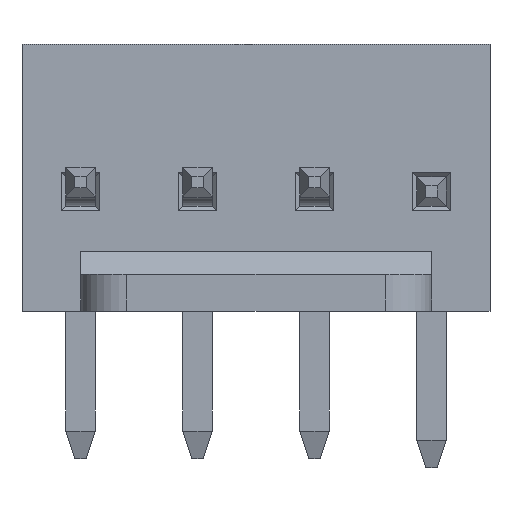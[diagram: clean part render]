
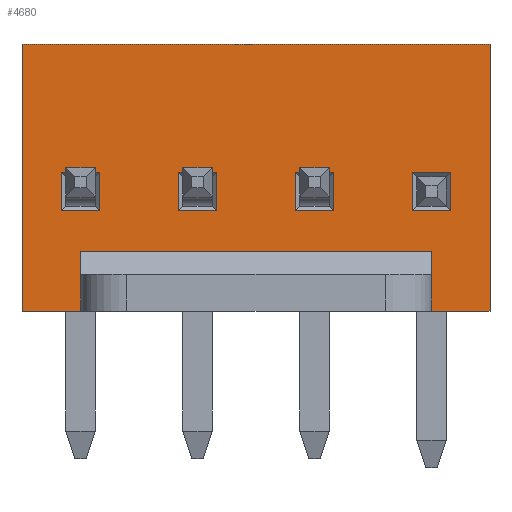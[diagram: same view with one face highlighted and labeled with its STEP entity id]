
A CAD part, front view. The second image highlights one B-rep face of the part: STEP entity #4680.
In plain terms, the highlighted face is planar.
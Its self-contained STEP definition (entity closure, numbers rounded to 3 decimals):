
#189=PLANE('',#4892);
#232=LINE('',#5840,#677);
#235=LINE('',#5847,#680);
#278=LINE('',#5936,#723);
#285=LINE('',#5954,#730);
#292=LINE('',#5969,#737);
#295=LINE('',#5976,#740);
#338=LINE('',#6065,#783);
#345=LINE('',#6083,#790);
#352=LINE('',#6098,#797);
#355=LINE('',#6105,#800);
#398=LINE('',#6194,#843);
#405=LINE('',#6212,#850);
#423=LINE('',#6249,#868);
#427=LINE('',#6261,#872);
#441=LINE('',#6288,#886);
#500=LINE('',#6404,#945);
#503=LINE('',#6409,#948);
#504=LINE('',#6411,#949);
#509=LINE('',#6419,#954);
#514=LINE('',#6427,#959);
#536=LINE('',#6479,#981);
#539=LINE('',#6485,#984);
#540=LINE('',#6487,#985);
#544=LINE('',#6494,#989);
#564=LINE('',#6538,#1009);
#565=LINE('',#6540,#1010);
#566=LINE('',#6542,#1011);
#568=LINE('',#6546,#1013);
#570=LINE('',#6551,#1015);
#572=LINE('',#6555,#1017);
#574=LINE('',#6558,#1019);
#576=LINE('',#6562,#1021);
#604=LINE('',#6620,#1049);
#606=LINE('',#6624,#1051);
#608=LINE('',#6627,#1053);
#610=LINE('',#6631,#1055);
#677=VECTOR('',#4974,1000.);
#680=VECTOR('',#4979,1000.);
#723=VECTOR('',#5060,1000.);
#730=VECTOR('',#5081,1000.);
#737=VECTOR('',#5090,1000.);
#740=VECTOR('',#5095,1000.);
#783=VECTOR('',#5176,1000.);
#790=VECTOR('',#5197,1000.);
#797=VECTOR('',#5206,1000.);
#800=VECTOR('',#5211,1000.);
#843=VECTOR('',#5292,1000.);
#850=VECTOR('',#5313,1000.);
#868=VECTOR('',#5333,1000.);
#872=VECTOR('',#5341,1000.);
#886=VECTOR('',#5361,1000.);
#945=VECTOR('',#5440,1000.);
#948=VECTOR('',#5447,1000.);
#949=VECTOR('',#5450,1000.);
#954=VECTOR('',#5457,1000.);
#959=VECTOR('',#5464,1000.);
#981=VECTOR('',#5522,1000.);
#984=VECTOR('',#5527,1000.);
#985=VECTOR('',#5530,1000.);
#989=VECTOR('',#5536,1000.);
#1009=VECTOR('',#5584,1000.);
#1010=VECTOR('',#5587,1000.);
#1011=VECTOR('',#5590,1000.);
#1013=VECTOR('',#5594,1000.);
#1015=VECTOR('',#5600,1000.);
#1017=VECTOR('',#5604,1000.);
#1019=VECTOR('',#5608,1000.);
#1021=VECTOR('',#5612,1000.);
#1049=VECTOR('',#5666,1000.);
#1051=VECTOR('',#5670,1000.);
#1053=VECTOR('',#5674,1000.);
#1055=VECTOR('',#5678,1000.);
#1947=ORIENTED_EDGE('',*,*,#2448,.T.);
#1948=ORIENTED_EDGE('',*,*,#2120,.T.);
#1949=ORIENTED_EDGE('',*,*,#2170,.F.);
#1950=ORIENTED_EDGE('',*,*,#2123,.F.);
#1951=ORIENTED_EDGE('',*,*,#2177,.T.);
#1952=ORIENTED_EDGE('',*,*,#2444,.T.);
#1953=ORIENTED_EDGE('',*,*,#2446,.T.);
#1954=ORIENTED_EDGE('',*,*,#2450,.T.);
#1955=ORIENTED_EDGE('',*,*,#2379,.T.);
#1956=ORIENTED_EDGE('',*,*,#2384,.T.);
#1957=ORIENTED_EDGE('',*,*,#2380,.T.);
#1958=ORIENTED_EDGE('',*,*,#2376,.T.);
#1959=ORIENTED_EDGE('',*,*,#2344,.F.);
#1960=ORIENTED_EDGE('',*,*,#2279,.F.);
#1961=ORIENTED_EDGE('',*,*,#2343,.T.);
#1962=ORIENTED_EDGE('',*,*,#2265,.F.);
#1963=ORIENTED_EDGE('',*,*,#2354,.F.);
#1964=ORIENTED_EDGE('',*,*,#2340,.T.);
#1965=ORIENTED_EDGE('',*,*,#2349,.F.);
#1966=ORIENTED_EDGE('',*,*,#2259,.F.);
#1967=ORIENTED_EDGE('',*,*,#2405,.T.);
#1968=ORIENTED_EDGE('',*,*,#2056,.T.);
#1969=ORIENTED_EDGE('',*,*,#2106,.F.);
#1970=ORIENTED_EDGE('',*,*,#2059,.F.);
#1971=ORIENTED_EDGE('',*,*,#2113,.T.);
#1972=ORIENTED_EDGE('',*,*,#2408,.T.);
#1973=ORIENTED_EDGE('',*,*,#2406,.T.);
#1974=ORIENTED_EDGE('',*,*,#2404,.T.);
#1975=ORIENTED_EDGE('',*,*,#2414,.T.);
#1976=ORIENTED_EDGE('',*,*,#2184,.T.);
#1977=ORIENTED_EDGE('',*,*,#2234,.F.);
#1978=ORIENTED_EDGE('',*,*,#2187,.F.);
#1979=ORIENTED_EDGE('',*,*,#2241,.T.);
#1980=ORIENTED_EDGE('',*,*,#2410,.T.);
#1981=ORIENTED_EDGE('',*,*,#2412,.T.);
#1982=ORIENTED_EDGE('',*,*,#2416,.T.);
#2056=EDGE_CURVE('',#2504,#2509,#232,.T.);
#2059=EDGE_CURVE('',#2512,#2513,#235,.T.);
#2106=EDGE_CURVE('',#2513,#2509,#278,.T.);
#2113=EDGE_CURVE('',#2512,#2544,#285,.T.);
#2120=EDGE_CURVE('',#2545,#2550,#292,.T.);
#2123=EDGE_CURVE('',#2553,#2554,#295,.T.);
#2170=EDGE_CURVE('',#2554,#2550,#338,.T.);
#2177=EDGE_CURVE('',#2553,#2585,#345,.T.);
#2184=EDGE_CURVE('',#2586,#2591,#352,.T.);
#2187=EDGE_CURVE('',#2594,#2595,#355,.T.);
#2234=EDGE_CURVE('',#2595,#2591,#398,.T.);
#2241=EDGE_CURVE('',#2594,#2626,#405,.T.);
#2259=EDGE_CURVE('',#2643,#2644,#423,.T.);
#2265=EDGE_CURVE('',#2649,#2650,#427,.T.);
#2279=EDGE_CURVE('',#2659,#2660,#441,.T.);
#2340=EDGE_CURVE('',#2703,#2706,#500,.T.);
#2343=EDGE_CURVE('',#2659,#2650,#503,.T.);
#2344=EDGE_CURVE('',#2660,#2643,#504,.T.);
#2349=EDGE_CURVE('',#2644,#2706,#509,.T.);
#2354=EDGE_CURVE('',#2703,#2649,#514,.T.);
#2376=EDGE_CURVE('',#2720,#2722,#536,.T.);
#2379=EDGE_CURVE('',#2722,#2724,#539,.T.);
#2380=EDGE_CURVE('',#2725,#2720,#540,.T.);
#2384=EDGE_CURVE('',#2724,#2725,#544,.T.);
#2404=EDGE_CURVE('',#2735,#2736,#564,.T.);
#2405=EDGE_CURVE('',#2736,#2504,#565,.T.);
#2406=EDGE_CURVE('',#2737,#2735,#566,.T.);
#2408=EDGE_CURVE('',#2544,#2737,#568,.T.);
#2410=EDGE_CURVE('',#2626,#2738,#570,.T.);
#2412=EDGE_CURVE('',#2738,#2739,#572,.T.);
#2414=EDGE_CURVE('',#2740,#2586,#574,.T.);
#2416=EDGE_CURVE('',#2739,#2740,#576,.T.);
#2444=EDGE_CURVE('',#2585,#2757,#604,.T.);
#2446=EDGE_CURVE('',#2757,#2758,#606,.T.);
#2448=EDGE_CURVE('',#2759,#2545,#608,.T.);
#2450=EDGE_CURVE('',#2758,#2759,#610,.T.);
#2504=VERTEX_POINT('',#5830);
#2509=VERTEX_POINT('',#5839);
#2512=VERTEX_POINT('',#5846);
#2513=VERTEX_POINT('',#5848);
#2544=VERTEX_POINT('',#5955);
#2545=VERTEX_POINT('',#5959);
#2550=VERTEX_POINT('',#5968);
#2553=VERTEX_POINT('',#5975);
#2554=VERTEX_POINT('',#5977);
#2585=VERTEX_POINT('',#6084);
#2586=VERTEX_POINT('',#6088);
#2591=VERTEX_POINT('',#6097);
#2594=VERTEX_POINT('',#6104);
#2595=VERTEX_POINT('',#6106);
#2626=VERTEX_POINT('',#6213);
#2643=VERTEX_POINT('',#6248);
#2644=VERTEX_POINT('',#6250);
#2649=VERTEX_POINT('',#6260);
#2650=VERTEX_POINT('',#6262);
#2659=VERTEX_POINT('',#6287);
#2660=VERTEX_POINT('',#6289);
#2703=VERTEX_POINT('',#6398);
#2706=VERTEX_POINT('',#6403);
#2720=VERTEX_POINT('',#6474);
#2722=VERTEX_POINT('',#6478);
#2724=VERTEX_POINT('',#6484);
#2725=VERTEX_POINT('',#6488);
#2735=VERTEX_POINT('',#6535);
#2736=VERTEX_POINT('',#6537);
#2737=VERTEX_POINT('',#6543);
#2738=VERTEX_POINT('',#6550);
#2739=VERTEX_POINT('',#6554);
#2740=VERTEX_POINT('',#6559);
#2757=VERTEX_POINT('',#6619);
#2758=VERTEX_POINT('',#6623);
#2759=VERTEX_POINT('',#6628);
#2983=EDGE_LOOP('',(#1947,#1948,#1949,#1950,#1951,#1952,#1953,#1954));
#2984=EDGE_LOOP('',(#1955,#1956,#1957,#1958));
#2985=EDGE_LOOP('',(#1959,#1960,#1961,#1962,#1963,#1964,#1965,#1966));
#2986=EDGE_LOOP('',(#1967,#1968,#1969,#1970,#1971,#1972,#1973,#1974));
#2987=EDGE_LOOP('',(#1975,#1976,#1977,#1978,#1979,#1980,#1981,#1982));
#3184=FACE_BOUND('',#2983,.T.);
#3185=FACE_BOUND('',#2984,.T.);
#3186=FACE_BOUND('',#2985,.T.);
#3187=FACE_BOUND('',#2986,.T.);
#3188=FACE_BOUND('',#2987,.T.);
#4680=ADVANCED_FACE('',(#3184,#3185,#3186,#3187,#3188),#189,.T.);
#4892=AXIS2_PLACEMENT_3D('',#6671,#5724,#5725);
#4974=DIRECTION('',(0.,-1.,0.));
#4979=DIRECTION('',(0.,-1.,0.));
#5060=DIRECTION('',(1.,0.,0.));
#5081=DIRECTION('',(-1.,0.,0.));
#5090=DIRECTION('',(0.,-1.,0.));
#5095=DIRECTION('',(0.,-1.,0.));
#5176=DIRECTION('',(1.,0.,0.));
#5197=DIRECTION('',(-1.,0.,0.));
#5206=DIRECTION('',(0.,-1.,0.));
#5211=DIRECTION('',(0.,-1.,0.));
#5292=DIRECTION('',(1.,0.,0.));
#5313=DIRECTION('',(-1.,0.,0.));
#5333=DIRECTION('',(1.,0.,0.));
#5341=DIRECTION('',(1.,0.,0.));
#5361=DIRECTION('',(-1.,0.,0.));
#5440=DIRECTION('',(-1.,0.,0.));
#5447=DIRECTION('',(0.,1.,0.));
#5450=DIRECTION('',(0.,1.,0.));
#5457=DIRECTION('',(0.,-1.,0.));
#5464=DIRECTION('',(0.,1.,0.));
#5522=DIRECTION('',(0.,-1.,0.));
#5527=DIRECTION('',(-1.,0.,0.));
#5530=DIRECTION('',(1.,0.,0.));
#5536=DIRECTION('',(0.,1.,0.));
#5584=DIRECTION('',(0.,-1.,0.));
#5587=DIRECTION('',(-1.,0.,0.));
#5590=DIRECTION('',(1.,0.,0.));
#5594=DIRECTION('',(0.,1.,0.));
#5600=DIRECTION('',(0.,1.,0.));
#5604=DIRECTION('',(1.,0.,0.));
#5608=DIRECTION('',(-1.,0.,0.));
#5612=DIRECTION('',(0.,-1.,0.));
#5666=DIRECTION('',(0.,1.,0.));
#5670=DIRECTION('',(1.,0.,0.));
#5674=DIRECTION('',(-1.,0.,0.));
#5678=DIRECTION('',(0.,-1.,0.));
#5724=DIRECTION('',(0.,0.,1.));
#5725=DIRECTION('',(1.,0.,0.));
#5830=CARTESIAN_POINT('',(-0.95,-0.12,-2.45));
#5839=CARTESIAN_POINT('',(-0.95,-0.22,-2.45));
#5840=CARTESIAN_POINT('',(-0.95,0.78,-2.45));
#5846=CARTESIAN_POINT('',(-1.59,-0.12,-2.45));
#5847=CARTESIAN_POINT('',(-1.59,0.78,-2.45));
#5848=CARTESIAN_POINT('',(-1.59,-0.22,-2.45));
#5936=CARTESIAN_POINT('',(-0.95,-0.22,-2.45));
#5954=CARTESIAN_POINT('',(5.08,-0.12,-2.45));
#5955=CARTESIAN_POINT('',(-1.69,-0.12,-2.45));
#5959=CARTESIAN_POINT('',(1.59,-0.12,-2.45));
#5968=CARTESIAN_POINT('',(1.59,-0.22,-2.45));
#5969=CARTESIAN_POINT('',(1.59,0.78,-2.45));
#5975=CARTESIAN_POINT('',(0.95,-0.12,-2.45));
#5976=CARTESIAN_POINT('',(0.95,0.78,-2.45));
#5977=CARTESIAN_POINT('',(0.95,-0.22,-2.45));
#6065=CARTESIAN_POINT('',(1.59,-0.22,-2.45));
#6083=CARTESIAN_POINT('',(5.08,-0.12,-2.45));
#6084=CARTESIAN_POINT('',(0.85,-0.12,-2.45));
#6088=CARTESIAN_POINT('',(4.13,-0.12,-2.45));
#6097=CARTESIAN_POINT('',(4.13,-0.22,-2.45));
#6098=CARTESIAN_POINT('',(4.13,0.78,-2.45));
#6104=CARTESIAN_POINT('',(3.49,-0.12,-2.45));
#6105=CARTESIAN_POINT('',(3.49,0.78,-2.45));
#6106=CARTESIAN_POINT('',(3.49,-0.22,-2.45));
#6194=CARTESIAN_POINT('',(4.13,-0.22,-2.45));
#6212=CARTESIAN_POINT('',(5.08,-0.12,-2.45));
#6213=CARTESIAN_POINT('',(3.39,-0.12,-2.45));
#6248=CARTESIAN_POINT('',(-5.08,2.9,-2.45));
#6249=CARTESIAN_POINT('',(-5.08,2.9,-2.45));
#6250=CARTESIAN_POINT('',(-3.81,2.9,-2.45));
#6260=CARTESIAN_POINT('',(3.81,2.9,-2.45));
#6261=CARTESIAN_POINT('',(3.81,2.9,-2.45));
#6262=CARTESIAN_POINT('',(5.08,2.9,-2.45));
#6287=CARTESIAN_POINT('',(5.08,-2.9,-2.45));
#6288=CARTESIAN_POINT('',(5.08,-2.9,-2.45));
#6289=CARTESIAN_POINT('',(-5.08,-2.9,-2.45));
#6398=CARTESIAN_POINT('',(3.81,2.1,-2.45));
#6403=CARTESIAN_POINT('',(-3.81,2.1,-2.45));
#6404=CARTESIAN_POINT('',(5.08,2.1,-2.45));
#6409=CARTESIAN_POINT('',(5.08,-2.9,-2.45));
#6411=CARTESIAN_POINT('',(-5.08,-2.9,-2.45));
#6419=CARTESIAN_POINT('',(-3.81,2.9,-2.45));
#6427=CARTESIAN_POINT('',(3.81,2.1,-2.45));
#6474=CARTESIAN_POINT('',(-3.39,0.72,-2.45));
#6478=CARTESIAN_POINT('',(-3.39,-0.12,-2.45));
#6479=CARTESIAN_POINT('',(-3.39,-2.9,-2.45));
#6484=CARTESIAN_POINT('',(-4.23,-0.12,-2.45));
#6485=CARTESIAN_POINT('',(5.08,-0.12,-2.45));
#6487=CARTESIAN_POINT('',(5.08,0.72,-2.45));
#6488=CARTESIAN_POINT('',(-4.23,0.72,-2.45));
#6494=CARTESIAN_POINT('',(-4.23,-2.9,-2.45));
#6535=CARTESIAN_POINT('',(-0.85,0.72,-2.45));
#6537=CARTESIAN_POINT('',(-0.85,-0.12,-2.45));
#6538=CARTESIAN_POINT('',(-0.85,-2.9,-2.45));
#6540=CARTESIAN_POINT('',(5.08,-0.12,-2.45));
#6542=CARTESIAN_POINT('',(5.08,0.72,-2.45));
#6543=CARTESIAN_POINT('',(-1.69,0.72,-2.45));
#6546=CARTESIAN_POINT('',(-1.69,-2.9,-2.45));
#6550=CARTESIAN_POINT('',(3.39,0.72,-2.45));
#6551=CARTESIAN_POINT('',(3.39,-2.9,-2.45));
#6554=CARTESIAN_POINT('',(4.23,0.72,-2.45));
#6555=CARTESIAN_POINT('',(5.08,0.72,-2.45));
#6558=CARTESIAN_POINT('',(5.08,-0.12,-2.45));
#6559=CARTESIAN_POINT('',(4.23,-0.12,-2.45));
#6562=CARTESIAN_POINT('',(4.23,-2.9,-2.45));
#6619=CARTESIAN_POINT('',(0.85,0.72,-2.45));
#6620=CARTESIAN_POINT('',(0.85,-2.9,-2.45));
#6623=CARTESIAN_POINT('',(1.69,0.72,-2.45));
#6624=CARTESIAN_POINT('',(5.08,0.72,-2.45));
#6627=CARTESIAN_POINT('',(5.08,-0.12,-2.45));
#6628=CARTESIAN_POINT('',(1.69,-0.12,-2.45));
#6631=CARTESIAN_POINT('',(1.69,-2.9,-2.45));
#6671=CARTESIAN_POINT('',(5.08,-2.9,-2.45));
